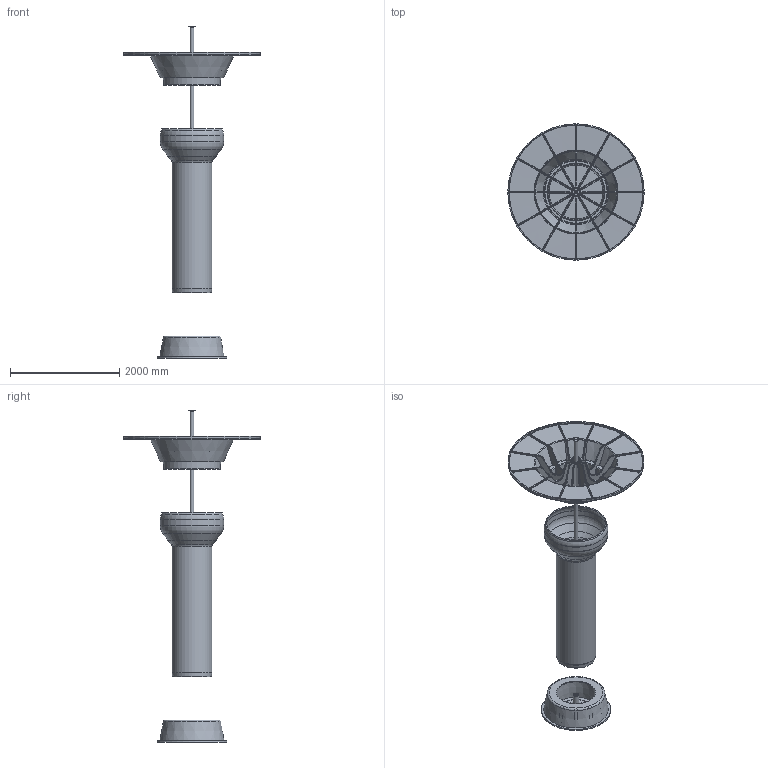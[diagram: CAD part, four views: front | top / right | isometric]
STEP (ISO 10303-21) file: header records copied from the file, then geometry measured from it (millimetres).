
FILE_DESCRIPTION(/* description */ (''),/* implementation_level */ '2;1');
FILE_NAME(/* name */ '21400.070X_3D.stp',/* time_stamp */ '2024-12-12T08:16:38+01:00',/* author */ ('CAD'),/* organization */ (''),/* preprocessor_version */ 'ST-DEVELOPER v20',/* originating_system */ 'AutoCAD Mechanical',/* authorisation */ '');
FILE_SCHEMA (('AUTOMOTIVE_DESIGN { 1 0 10303 214 3 1 1 }'));
Length unit declared in the file: centimetre
Products named in the file (2): Product; *S0
Assembly tree (1 placements, depth 2):
  Product
    *S0
Bounding box: 2500 x 2500 x 6085 mm (x, y, z)
Volume: 409280240.5 mm3; surface area: 42449915.9 mm2
Topology: 5 solids, 5 shells, 1068 faces, 2497 edges, 1445 vertices
Faces by surface type: bspline 456, cylinder 259, plane 160, torus 102, cone 79, sphere 12
Full cylindrical faces by diameter (mm): 70 x1, 120 x1, 706 x1, 715 x1, 730 x1, 1146 x1, 1170 x1
Entity records: 45990 total; most frequent: CARTESIAN_POINT 23675, ORIENTED_EDGE 4992, DIRECTION 4130, EDGE_CURVE 2496, AXIS2_PLACEMENT_3D 1764, VERTEX_POINT 1445, EDGE_LOOP 1083, FACE_OUTER_BOUND 1068
